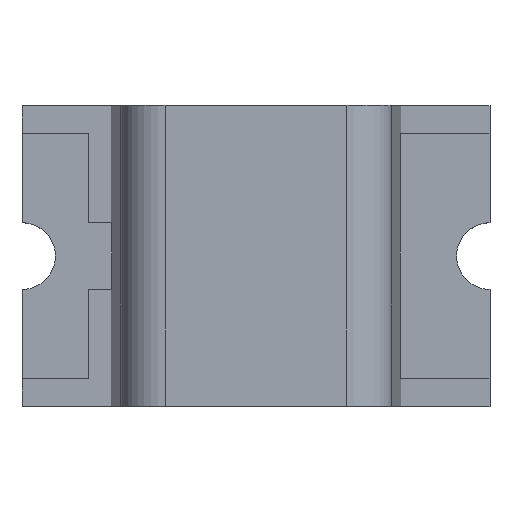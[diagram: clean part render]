
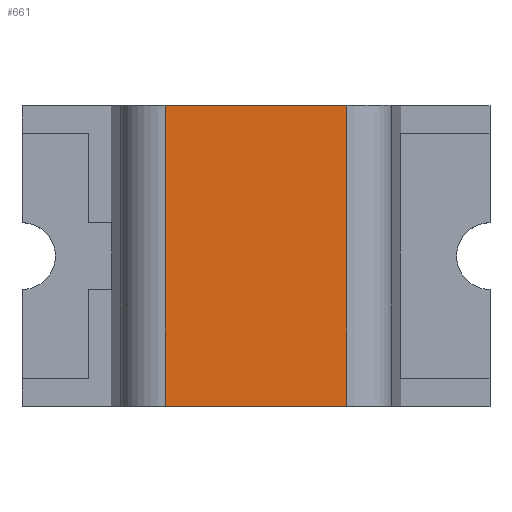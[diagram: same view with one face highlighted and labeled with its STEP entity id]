
A CAD part, top view. The second image highlights one B-rep face of the part: STEP entity #661.
In plain terms, the highlighted planar face has unit normal (0, 0, 1).
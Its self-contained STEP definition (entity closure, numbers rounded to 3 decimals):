
#33 = VERTEX_POINT('',#34);
#34 = CARTESIAN_POINT('',(0.408,-0.675,1.1));
#44 = CYLINDRICAL_SURFACE('',#45,0.2);
#45 = AXIS2_PLACEMENT_3D('',#46,#47,#48);
#46 = CARTESIAN_POINT('',(0.408,-0.675,0.9));
#47 = DIRECTION('',(0.,1.,0.));
#48 = DIRECTION('',(0.,0.,1.));
#78 = PLANE('',#79);
#79 = AXIS2_PLACEMENT_3D('',#80,#81,#82);
#80 = CARTESIAN_POINT('',(-0.9,-0.675,0.));
#81 = DIRECTION('',(0.,1.,0.));
#82 = DIRECTION('',(1.,0.,0.));
#141 = VERTEX_POINT('',#142);
#142 = CARTESIAN_POINT('',(0.408,0.675,1.1));
#179 = PLANE('',#180);
#180 = AXIS2_PLACEMENT_3D('',#181,#182,#183);
#181 = CARTESIAN_POINT('',(-0.9,0.675,0.));
#182 = DIRECTION('',(0.,1.,0.));
#183 = DIRECTION('',(1.,0.,0.));
#191 = EDGE_CURVE('',#33,#141,#192,.T.);
#192 = SURFACE_CURVE('',#193,(#197,#226),.PCURVE_S1.);
#193 = LINE('',#194,#195);
#194 = CARTESIAN_POINT('',(0.408,-0.675,1.1));
#195 = VECTOR('',#196,1.);
#196 = DIRECTION('',(0.,1.,0.));
#197 = PCURVE('',#44,#198);
#198 = DEFINITIONAL_REPRESENTATION('',(#199),#225);
#199 = B_SPLINE_CURVE_WITH_KNOTS('',3,(#200,#201,#202,#203,#204,#205,
    #206,#207,#208,#209,#210,#211,#212,#213,#214,#215,#216,#217,#218,
    #219,#220,#221,#222,#223,#224),.UNSPECIFIED.,.F.,.F.,(4,1,1,1,1,1,1,
    1,1,1,1,1,1,1,1,1,1,1,1,1,1,1,4),(0.,0.061,
    0.123,0.184,0.245,0.307,
    0.368,0.43,0.491,0.552,
    0.614,0.675,0.736,0.798,0.859,
    0.92,0.982,1.043,1.105,
    1.166,1.227,1.289,1.35),
  .QUASI_UNIFORM_KNOTS.);
#200 = CARTESIAN_POINT('',(0.,0.));
#201 = CARTESIAN_POINT('',(0.,0.02));
#202 = CARTESIAN_POINT('',(0.,0.061));
#203 = CARTESIAN_POINT('',(0.,0.123));
#204 = CARTESIAN_POINT('',(0.,0.184));
#205 = CARTESIAN_POINT('',(0.,0.245));
#206 = CARTESIAN_POINT('',(0.,0.307));
#207 = CARTESIAN_POINT('',(0.,0.368));
#208 = CARTESIAN_POINT('',(0.,0.43));
#209 = CARTESIAN_POINT('',(0.,0.491));
#210 = CARTESIAN_POINT('',(0.,0.552));
#211 = CARTESIAN_POINT('',(0.,0.614));
#212 = CARTESIAN_POINT('',(0.,0.675));
#213 = CARTESIAN_POINT('',(0.,0.736));
#214 = CARTESIAN_POINT('',(0.,0.798));
#215 = CARTESIAN_POINT('',(0.,0.859));
#216 = CARTESIAN_POINT('',(0.,0.92));
#217 = CARTESIAN_POINT('',(0.,0.982));
#218 = CARTESIAN_POINT('',(0.,1.043));
#219 = CARTESIAN_POINT('',(0.,1.105));
#220 = CARTESIAN_POINT('',(0.,1.166));
#221 = CARTESIAN_POINT('',(0.,1.227));
#222 = CARTESIAN_POINT('',(0.,1.289));
#223 = CARTESIAN_POINT('',(0.,1.33));
#224 = CARTESIAN_POINT('',(0.,1.35));
#225 = ( GEOMETRIC_REPRESENTATION_CONTEXT(2) 
PARAMETRIC_REPRESENTATION_CONTEXT() REPRESENTATION_CONTEXT('2D SPACE',''
  ) );
#226 = PCURVE('',#227,#232);
#227 = PLANE('',#228);
#228 = AXIS2_PLACEMENT_3D('',#229,#230,#231);
#229 = CARTESIAN_POINT('',(-0.408,-0.675,1.1));
#230 = DIRECTION('',(0.,0.,1.));
#231 = DIRECTION('',(1.,0.,0.));
#232 = DEFINITIONAL_REPRESENTATION('',(#233),#237);
#233 = LINE('',#234,#235);
#234 = CARTESIAN_POINT('',(0.816,0.));
#235 = VECTOR('',#236,1.);
#236 = DIRECTION('',(0.,1.));
#237 = ( GEOMETRIC_REPRESENTATION_CONTEXT(2) 
PARAMETRIC_REPRESENTATION_CONTEXT() REPRESENTATION_CONTEXT('2D SPACE',''
  ) );
#242 = EDGE_CURVE('',#243,#33,#245,.T.);
#243 = VERTEX_POINT('',#244);
#244 = CARTESIAN_POINT('',(-0.408,-0.675,1.1));
#245 = SURFACE_CURVE('',#246,(#250,#257),.PCURVE_S1.);
#246 = LINE('',#247,#248);
#247 = CARTESIAN_POINT('',(-0.408,-0.675,1.1));
#248 = VECTOR('',#249,1.);
#249 = DIRECTION('',(1.,0.,0.));
#250 = PCURVE('',#78,#251);
#251 = DEFINITIONAL_REPRESENTATION('',(#252),#256);
#252 = LINE('',#253,#254);
#253 = CARTESIAN_POINT('',(0.492,-1.1));
#254 = VECTOR('',#255,1.);
#255 = DIRECTION('',(1.,0.));
#256 = ( GEOMETRIC_REPRESENTATION_CONTEXT(2) 
PARAMETRIC_REPRESENTATION_CONTEXT() REPRESENTATION_CONTEXT('2D SPACE',''
  ) );
#257 = PCURVE('',#227,#258);
#258 = DEFINITIONAL_REPRESENTATION('',(#259),#263);
#259 = LINE('',#260,#261);
#260 = CARTESIAN_POINT('',(0.,0.));
#261 = VECTOR('',#262,1.);
#262 = DIRECTION('',(1.,0.));
#263 = ( GEOMETRIC_REPRESENTATION_CONTEXT(2) 
PARAMETRIC_REPRESENTATION_CONTEXT() REPRESENTATION_CONTEXT('2D SPACE',''
  ) );
#282 = CYLINDRICAL_SURFACE('',#283,0.2);
#283 = AXIS2_PLACEMENT_3D('',#284,#285,#286);
#284 = CARTESIAN_POINT('',(-0.408,-0.675,0.9));
#285 = DIRECTION('',(0.,1.,0.));
#286 = DIRECTION('',(-0.996,0.,0.087));
#596 = VERTEX_POINT('',#597);
#597 = CARTESIAN_POINT('',(-0.408,0.675,1.1));
#641 = EDGE_CURVE('',#596,#141,#642,.T.);
#642 = SURFACE_CURVE('',#643,(#647,#654),.PCURVE_S1.);
#643 = LINE('',#644,#645);
#644 = CARTESIAN_POINT('',(-0.408,0.675,1.1));
#645 = VECTOR('',#646,1.);
#646 = DIRECTION('',(1.,0.,0.));
#647 = PCURVE('',#179,#648);
#648 = DEFINITIONAL_REPRESENTATION('',(#649),#653);
#649 = LINE('',#650,#651);
#650 = CARTESIAN_POINT('',(0.492,-1.1));
#651 = VECTOR('',#652,1.);
#652 = DIRECTION('',(1.,0.));
#653 = ( GEOMETRIC_REPRESENTATION_CONTEXT(2) 
PARAMETRIC_REPRESENTATION_CONTEXT() REPRESENTATION_CONTEXT('2D SPACE',''
  ) );
#654 = PCURVE('',#227,#655);
#655 = DEFINITIONAL_REPRESENTATION('',(#656),#660);
#656 = LINE('',#657,#658);
#657 = CARTESIAN_POINT('',(0.,1.35));
#658 = VECTOR('',#659,1.);
#659 = DIRECTION('',(1.,0.));
#660 = ( GEOMETRIC_REPRESENTATION_CONTEXT(2) 
PARAMETRIC_REPRESENTATION_CONTEXT() REPRESENTATION_CONTEXT('2D SPACE',''
  ) );
#661 = ADVANCED_FACE('',(#662),#227,.T.);
#662 = FACE_BOUND('',#663,.T.);
#663 = EDGE_LOOP('',(#664,#665,#666,#667));
#664 = ORIENTED_EDGE('',*,*,#242,.T.);
#665 = ORIENTED_EDGE('',*,*,#191,.T.);
#666 = ORIENTED_EDGE('',*,*,#641,.F.);
#667 = ORIENTED_EDGE('',*,*,#668,.F.);
#668 = EDGE_CURVE('',#243,#596,#669,.T.);
#669 = SURFACE_CURVE('',#670,(#674,#681),.PCURVE_S1.);
#670 = LINE('',#671,#672);
#671 = CARTESIAN_POINT('',(-0.408,-0.675,1.1));
#672 = VECTOR('',#673,1.);
#673 = DIRECTION('',(0.,1.,0.));
#674 = PCURVE('',#227,#675);
#675 = DEFINITIONAL_REPRESENTATION('',(#676),#680);
#676 = LINE('',#677,#678);
#677 = CARTESIAN_POINT('',(0.,0.));
#678 = VECTOR('',#679,1.);
#679 = DIRECTION('',(0.,1.));
#680 = ( GEOMETRIC_REPRESENTATION_CONTEXT(2) 
PARAMETRIC_REPRESENTATION_CONTEXT() REPRESENTATION_CONTEXT('2D SPACE',''
  ) );
#681 = PCURVE('',#282,#682);
#682 = DEFINITIONAL_REPRESENTATION('',(#683),#709);
#683 = B_SPLINE_CURVE_WITH_KNOTS('',3,(#684,#685,#686,#687,#688,#689,
    #690,#691,#692,#693,#694,#695,#696,#697,#698,#699,#700,#701,#702,
    #703,#704,#705,#706,#707,#708),.UNSPECIFIED.,.F.,.F.,(4,1,1,1,1,1,1,
    1,1,1,1,1,1,1,1,1,1,1,1,1,1,1,4),(0.,0.061,
    0.123,0.184,0.245,0.307,
    0.368,0.43,0.491,0.552,
    0.614,0.675,0.736,0.798,0.859,
    0.92,0.982,1.043,1.105,
    1.166,1.227,1.289,1.35),
  .QUASI_UNIFORM_KNOTS.);
#684 = CARTESIAN_POINT('',(1.484,0.));
#685 = CARTESIAN_POINT('',(1.484,0.02));
#686 = CARTESIAN_POINT('',(1.484,0.061));
#687 = CARTESIAN_POINT('',(1.484,0.123));
#688 = CARTESIAN_POINT('',(1.484,0.184));
#689 = CARTESIAN_POINT('',(1.484,0.245));
#690 = CARTESIAN_POINT('',(1.484,0.307));
#691 = CARTESIAN_POINT('',(1.484,0.368));
#692 = CARTESIAN_POINT('',(1.484,0.43));
#693 = CARTESIAN_POINT('',(1.484,0.491));
#694 = CARTESIAN_POINT('',(1.484,0.552));
#695 = CARTESIAN_POINT('',(1.484,0.614));
#696 = CARTESIAN_POINT('',(1.484,0.675));
#697 = CARTESIAN_POINT('',(1.484,0.736));
#698 = CARTESIAN_POINT('',(1.484,0.798));
#699 = CARTESIAN_POINT('',(1.484,0.859));
#700 = CARTESIAN_POINT('',(1.484,0.92));
#701 = CARTESIAN_POINT('',(1.484,0.982));
#702 = CARTESIAN_POINT('',(1.484,1.043));
#703 = CARTESIAN_POINT('',(1.484,1.105));
#704 = CARTESIAN_POINT('',(1.484,1.166));
#705 = CARTESIAN_POINT('',(1.484,1.227));
#706 = CARTESIAN_POINT('',(1.484,1.289));
#707 = CARTESIAN_POINT('',(1.484,1.33));
#708 = CARTESIAN_POINT('',(1.484,1.35));
#709 = ( GEOMETRIC_REPRESENTATION_CONTEXT(2) 
PARAMETRIC_REPRESENTATION_CONTEXT() REPRESENTATION_CONTEXT('2D SPACE',''
  ) );
